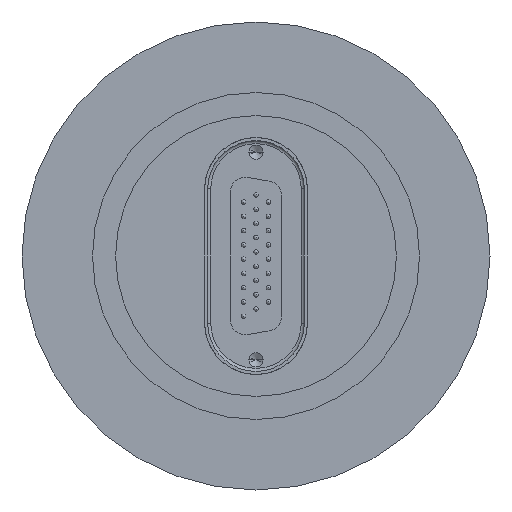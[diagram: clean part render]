
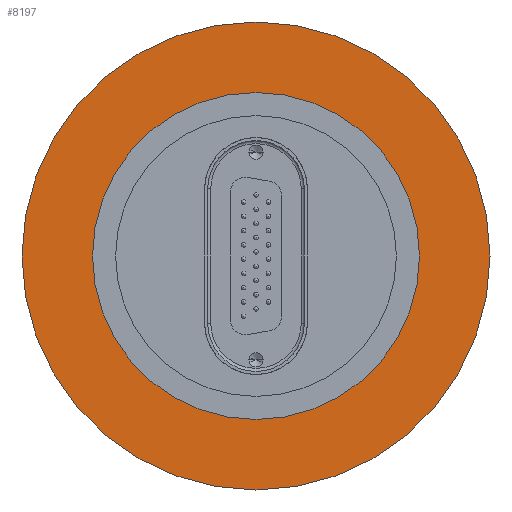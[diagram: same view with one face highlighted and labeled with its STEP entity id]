
A CAD part, left-side view. The second image highlights one B-rep face of the part: STEP entity #8197.
In plain terms, the highlighted planar face has unit normal (-1, 0, 0).
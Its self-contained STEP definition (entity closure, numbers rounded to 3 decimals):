
#338 = ORIENTED_EDGE ( 'NONE', *, *, #3351, .T. ) ;
#339 = ORIENTED_EDGE ( 'NONE', *, *, #3618, .F. ) ;
#573 = VERTEX_POINT ( 'NONE', #3280 ) ;
#836 = AXIS2_PLACEMENT_3D ( 'NONE', #7795, #1335, #11591 ) ;
#961 = CARTESIAN_POINT ( 'NONE',  ( 0., 0., 0. ) ) ;
#1134 = PLANE ( 'NONE',  #1375 ) ;
#1335 = DIRECTION ( 'NONE',  ( -1., 0., 0. ) ) ;
#1375 = AXIS2_PLACEMENT_3D ( 'NONE', #5627, #3767, #10337 ) ;
#1560 = VERTEX_POINT ( 'NONE', #2055 ) ;
#1839 = DIRECTION ( 'NONE',  ( -1., 0., 0. ) ) ;
#2055 = CARTESIAN_POINT ( 'NONE',  ( 0., 0., 26.2 ) ) ;
#2286 = CARTESIAN_POINT ( 'NONE',  ( 0., 0., -26.2 ) ) ;
#2390 = ORIENTED_EDGE ( 'NONE', *, *, #5040, .T. ) ;
#3050 = CARTESIAN_POINT ( 'NONE',  ( 0., 0., 0. ) ) ;
#3101 = FACE_OUTER_BOUND ( 'NONE', #5204, .T. ) ;
#3160 = AXIS2_PLACEMENT_3D ( 'NONE', #6492, #1839, #8453 ) ;
#3280 = CARTESIAN_POINT ( 'NONE',  ( 0., 0., -37.5 ) ) ;
#3351 = EDGE_CURVE ( 'NONE', #7020, #573, #11219, .T. ) ;
#3618 = EDGE_CURVE ( 'NONE', #1560, #6488, #8290, .T. ) ;
#3767 = DIRECTION ( 'NONE',  ( 1., 0., 0. ) ) ;
#3821 = ORIENTED_EDGE ( 'NONE', *, *, #8813, .F. ) ;
#3845 = EDGE_LOOP ( 'NONE', ( #339, #3821 ) ) ;
#4330 = CARTESIAN_POINT ( 'NONE',  ( 0., 0., 37.5 ) ) ;
#4551 = AXIS2_PLACEMENT_3D ( 'NONE', #961, #8516, #10228 ) ;
#4620 = CIRCLE ( 'NONE', #11492, 37.5 ) ;
#5040 = EDGE_CURVE ( 'NONE', #573, #7020, #4620, .T. ) ;
#5204 = EDGE_LOOP ( 'NONE', ( #338, #2390 ) ) ;
#5627 = CARTESIAN_POINT ( 'NONE',  ( 0., 0., -37.5 ) ) ;
#6488 = VERTEX_POINT ( 'NONE', #2286 ) ;
#6492 = CARTESIAN_POINT ( 'NONE',  ( 0., 0., 0. ) ) ;
#6692 = CIRCLE ( 'NONE', #3160, 26.2 ) ;
#6730 = FACE_BOUND ( 'NONE', #3845, .T. ) ;
#7020 = VERTEX_POINT ( 'NONE', #4330 ) ;
#7795 = CARTESIAN_POINT ( 'NONE',  ( 0., 0., 0. ) ) ;
#7958 = DIRECTION ( 'NONE',  ( 0., 0., 1. ) ) ;
#8197 = ADVANCED_FACE ( 'NONE', ( #6730, #3101 ), #1134, .F. ) ;
#8290 = CIRCLE ( 'NONE', #4551, 26.2 ) ;
#8453 = DIRECTION ( 'NONE',  ( 0., 0., 1. ) ) ;
#8516 = DIRECTION ( 'NONE',  ( -1., 0., 0. ) ) ;
#8813 = EDGE_CURVE ( 'NONE', #6488, #1560, #6692, .T. ) ;
#9789 = DIRECTION ( 'NONE',  ( -1., 0., 0. ) ) ;
#10228 = DIRECTION ( 'NONE',  ( 0., 0., 1. ) ) ;
#10337 = DIRECTION ( 'NONE',  ( 0., 0., -1. ) ) ;
#11219 = CIRCLE ( 'NONE', #836, 37.5 ) ;
#11492 = AXIS2_PLACEMENT_3D ( 'NONE', #3050, #9789, #7958 ) ;
#11591 = DIRECTION ( 'NONE',  ( 0., 0., 1. ) ) ;
